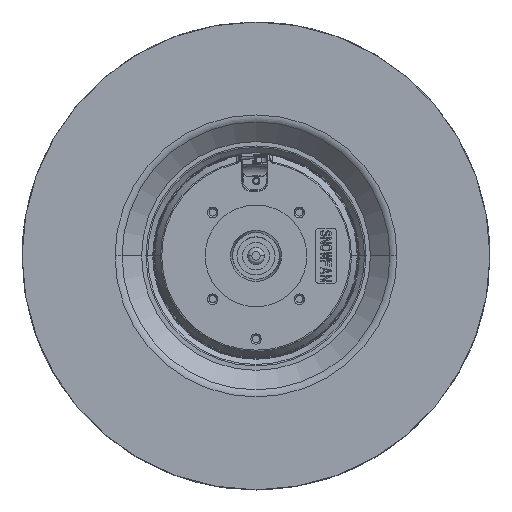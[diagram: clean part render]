
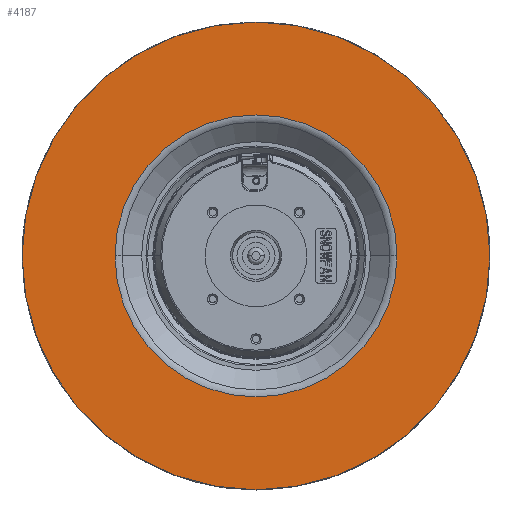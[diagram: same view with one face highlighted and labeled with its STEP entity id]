
A CAD part, top view. The second image highlights one B-rep face of the part: STEP entity #4187.
In plain terms, the highlighted planar face has unit normal (0, 0, 1).
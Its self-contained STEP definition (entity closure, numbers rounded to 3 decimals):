
#1811=CARTESIAN_POINT('',(0.,0.,2.654));
#1812=DIRECTION('',(0.,0.,-1.));
#1813=DIRECTION('',(1.,0.,0.));
#1814=AXIS2_PLACEMENT_3D('',#1811,#1812,#1813);
#1816=CARTESIAN_POINT('',(0.,0.,2.654));
#1817=DIRECTION('',(0.,0.,-1.));
#1818=DIRECTION('',(-1.,0.,0.));
#1819=AXIS2_PLACEMENT_3D('',#1816,#1817,#1818);
#1821=CARTESIAN_POINT('',(0.,0.,2.654));
#1822=DIRECTION('',(0.,0.,1.));
#1823=DIRECTION('',(1.,0.,0.));
#1824=AXIS2_PLACEMENT_3D('',#1821,#1822,#1823);
#1826=CARTESIAN_POINT('',(0.,0.,2.654));
#1827=DIRECTION('',(0.,0.,1.));
#1828=DIRECTION('',(-1.,0.,0.));
#1829=AXIS2_PLACEMENT_3D('',#1826,#1827,#1828);
#2188=CARTESIAN_POINT('',(-110.428,0.,
2.654));
#2189=VERTEX_POINT('',#2188);
#2190=CARTESIAN_POINT('',(110.428,0.,2.654));
#2191=VERTEX_POINT('',#2190);
#2344=CARTESIAN_POINT('',(66.562,0.,2.654));
#2345=CARTESIAN_POINT('',(-66.562,0.,
2.654));
#2346=VERTEX_POINT('',#2344);
#2347=VERTEX_POINT('',#2345);
#4172=CARTESIAN_POINT('',(0.,0.,2.654));
#4173=DIRECTION('',(0.,0.,-1.));
#4174=DIRECTION('',(1.,0.,0.));
#4175=AXIS2_PLACEMENT_3D('',#4172,#4173,#4174);
#4176=PLANE('',#4175);
#4177=ORIENTED_EDGE('',*,*,#2796,.T.);
#4178=ORIENTED_EDGE('',*,*,#2857,.T.);
#4179=EDGE_LOOP('',(#4177,#4178));
#4180=FACE_OUTER_BOUND('',#4179,.F.);
#4182=ORIENTED_EDGE('',*,*,#4181,.T.);
#4184=ORIENTED_EDGE('',*,*,#4183,.T.);
#4185=EDGE_LOOP('',(#4182,#4184));
#4186=FACE_BOUND('',#4185,.F.);
#1815=CIRCLE('',#1814,110.428);
#1820=CIRCLE('',#1819,110.428);
#1825=CIRCLE('',#1824,66.562);
#1830=CIRCLE('',#1829,66.562);
#2796=EDGE_CURVE('',#2191,#2189,#1815,.T.);
#2857=EDGE_CURVE('',#2189,#2191,#1820,.T.);
#4181=EDGE_CURVE('',#2346,#2347,#1825,.T.);
#4183=EDGE_CURVE('',#2347,#2346,#1830,.T.);
#4187=ADVANCED_FACE('',(#4180,#4186),#4176,.F.);
